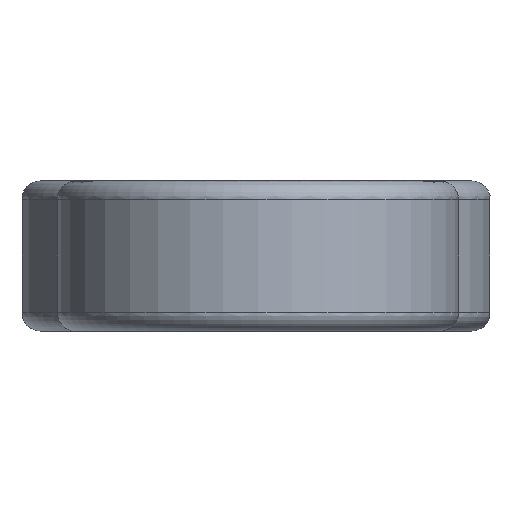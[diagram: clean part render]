
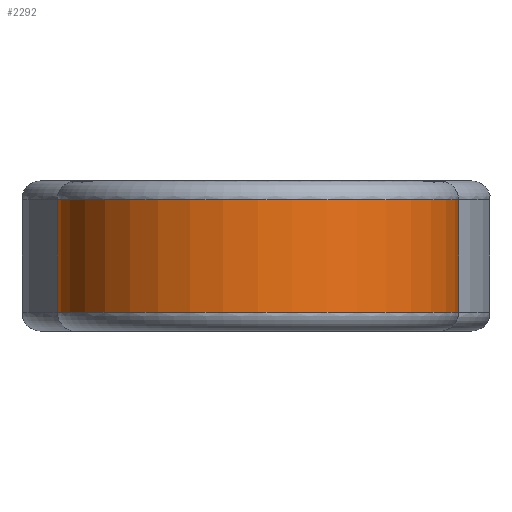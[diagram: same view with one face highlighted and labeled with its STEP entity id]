
A CAD part, front view. The second image highlights one B-rep face of the part: STEP entity #2292.
In plain terms, the highlighted cylindrical face has radius 5.35 mm (diameter 10.7 mm), a partial arc.
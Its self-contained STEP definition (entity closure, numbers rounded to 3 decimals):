
#106=B_SPLINE_CURVE_WITH_KNOTS('',3,(#3257,#3258,#3259,#3260),
 .UNSPECIFIED.,.F.,.F.,(4,4),(0.,1.),.UNSPECIFIED.);
#107=B_SPLINE_CURVE_WITH_KNOTS('',3,(#3262,#3263,#3264,#3265),
 .UNSPECIFIED.,.F.,.F.,(4,4),(0.,1.),.UNSPECIFIED.);
#108=B_SPLINE_CURVE_WITH_KNOTS('',3,(#3269,#3270,#3271,#3272),
 .UNSPECIFIED.,.F.,.F.,(4,4),(0.,1.),.UNSPECIFIED.);
#109=B_SPLINE_CURVE_WITH_KNOTS('',3,(#3276,#3277,#3278,#3279),
 .UNSPECIFIED.,.F.,.F.,(4,4),(0.,1.),.UNSPECIFIED.);
#233=CIRCLE('',#2469,5.35);
#234=CIRCLE('',#2471,5.35);
#252=CYLINDRICAL_SURFACE('',#2470,5.35);
#385=ORIENTED_EDGE('',*,*,#1068,.F.);
#386=ORIENTED_EDGE('',*,*,#1067,.F.);
#387=ORIENTED_EDGE('',*,*,#1069,.F.);
#388=ORIENTED_EDGE('',*,*,#1070,.F.);
#389=ORIENTED_EDGE('',*,*,#1071,.F.);
#390=ORIENTED_EDGE('',*,*,#1072,.F.);
#391=ORIENTED_EDGE('',*,*,#1073,.F.);
#392=ORIENTED_EDGE('',*,*,#1074,.F.);
#1067=EDGE_CURVE('',#1403,#1401,#233,.T.);
#1068=EDGE_CURVE('',#1401,#1404,#106,.F.);
#1069=EDGE_CURVE('',#1405,#1403,#107,.F.);
#1070=EDGE_CURVE('',#1406,#1405,#1607,.T.);
#1071=EDGE_CURVE('',#1407,#1406,#108,.F.);
#1072=EDGE_CURVE('',#1408,#1407,#234,.T.);
#1073=EDGE_CURVE('',#1409,#1408,#109,.F.);
#1074=EDGE_CURVE('',#1404,#1409,#1608,.T.);
#1401=VERTEX_POINT('',#3246);
#1403=VERTEX_POINT('',#3254);
#1404=VERTEX_POINT('',#3261);
#1405=VERTEX_POINT('',#3266);
#1406=VERTEX_POINT('',#3268);
#1407=VERTEX_POINT('',#3273);
#1408=VERTEX_POINT('',#3275);
#1409=VERTEX_POINT('',#3280);
#1607=LINE('',#3267,#1790);
#1608=LINE('',#3281,#1791);
#1790=VECTOR('',#2708,1000.);
#1791=VECTOR('',#2711,1000.);
#1964=EDGE_LOOP('',(#385,#386,#387,#388,#389,#390,#391,#392));
#2107=FACE_BOUND('',#1964,.T.);
#2292=ADVANCED_FACE('',(#2107),#252,.T.);
#2469=AXIS2_PLACEMENT_3D('',#3255,#2704,#2705);
#2470=AXIS2_PLACEMENT_3D('',#3256,#2706,#2707);
#2471=AXIS2_PLACEMENT_3D('',#3274,#2709,#2710);
#2704=DIRECTION('',(0.,0.,-1.));
#2705=DIRECTION('',(0.,-1.,0.));
#2706=DIRECTION('',(0.,0.,-1.));
#2707=DIRECTION('',(0.,-1.,0.));
#2708=DIRECTION('',(0.,0.,-1.));
#2709=DIRECTION('',(0.,0.,1.));
#2710=DIRECTION('',(0.,-1.,0.));
#2711=DIRECTION('',(0.,0.,1.));
#3246=CARTESIAN_POINT('',(-2.773,-29.381,0.5));
#3254=CARTESIAN_POINT('',(2.773,-29.381,0.5));
#3255=CARTESIAN_POINT('',(0.,-33.957,0.5));
#3256=CARTESIAN_POINT('',(0.,-33.957,4.));
#3257=CARTESIAN_POINT('',(-3.018,-29.539,1.5));
#3258=CARTESIAN_POINT('',(-3.018,-29.539,1.151));
#3259=CARTESIAN_POINT('',(-2.931,-29.477,0.8));
#3260=CARTESIAN_POINT('',(-2.773,-29.381,0.5));
#3261=CARTESIAN_POINT('',(-3.018,-29.539,1.5));
#3262=CARTESIAN_POINT('',(2.773,-29.381,0.5));
#3263=CARTESIAN_POINT('',(2.931,-29.477,0.8));
#3264=CARTESIAN_POINT('',(3.018,-29.539,1.151));
#3265=CARTESIAN_POINT('',(3.018,-29.539,1.5));
#3266=CARTESIAN_POINT('',(3.018,-29.539,1.5));
#3267=CARTESIAN_POINT('',(3.018,-29.539,4.));
#3268=CARTESIAN_POINT('',(3.018,-29.539,2.5));
#3269=CARTESIAN_POINT('',(3.018,-29.539,2.5));
#3270=CARTESIAN_POINT('',(3.018,-29.539,2.849));
#3271=CARTESIAN_POINT('',(2.931,-29.477,3.2));
#3272=CARTESIAN_POINT('',(2.773,-29.381,3.5));
#3273=CARTESIAN_POINT('',(2.773,-29.381,3.5));
#3274=CARTESIAN_POINT('',(0.,-33.957,3.5));
#3275=CARTESIAN_POINT('',(-2.773,-29.381,3.5));
#3276=CARTESIAN_POINT('',(-2.773,-29.381,3.5));
#3277=CARTESIAN_POINT('',(-2.931,-29.477,3.2));
#3278=CARTESIAN_POINT('',(-3.018,-29.539,2.849));
#3279=CARTESIAN_POINT('',(-3.018,-29.539,2.5));
#3280=CARTESIAN_POINT('',(-3.018,-29.539,2.5));
#3281=CARTESIAN_POINT('',(-3.018,-29.539,4.));
